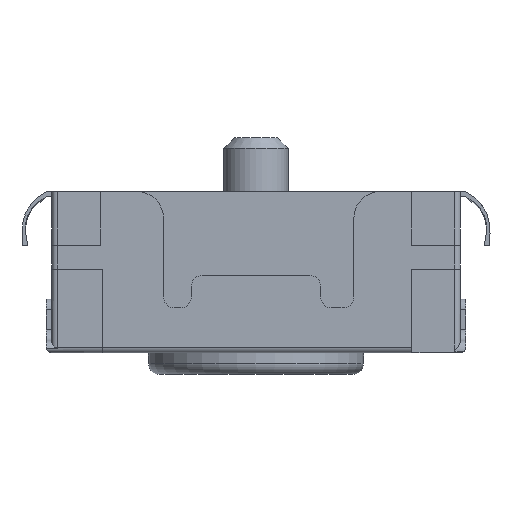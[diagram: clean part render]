
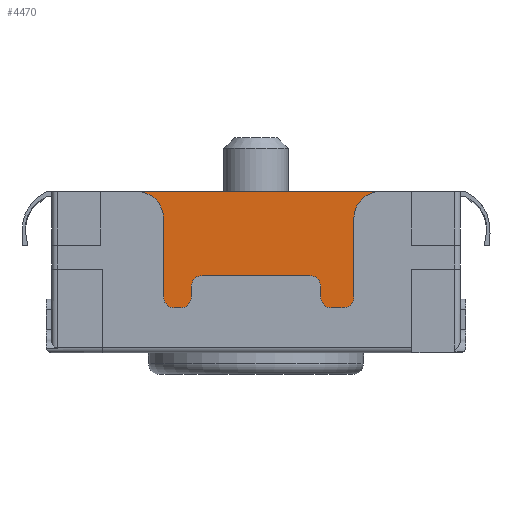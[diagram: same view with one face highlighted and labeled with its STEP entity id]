
A CAD part, front view. The second image highlights one B-rep face of the part: STEP entity #4470.
In plain terms, the highlighted planar face has unit normal (0, -1, 0).
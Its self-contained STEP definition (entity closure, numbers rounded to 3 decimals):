
#71 = CARTESIAN_POINT ( 'NONE',  ( 0.6, -1.4, 0. ) ) ;
#73 = LINE ( 'NONE', #5552, #4644 ) ;
#90 = VERTEX_POINT ( 'NONE', #3669 ) ;
#96 = CARTESIAN_POINT ( 'NONE',  ( -0.7, -1.4, 0.419 ) ) ;
#123 = ORIENTED_EDGE ( 'NONE', *, *, #1487, .F. ) ;
#168 = PLANE ( 'NONE',  #3746 ) ;
#174 = ORIENTED_EDGE ( 'NONE', *, *, #1073, .T. ) ;
#335 = VECTOR ( 'NONE', #4441, 1000. ) ;
#435 = VERTEX_POINT ( 'NONE', #486 ) ;
#444 = CARTESIAN_POINT ( 'NONE',  ( 0.91, -1.4, 0. ) ) ;
#478 = ORIENTED_EDGE ( 'NONE', *, *, #964, .T. ) ;
#480 = ORIENTED_EDGE ( 'NONE', *, *, #3933, .F. ) ;
#486 = CARTESIAN_POINT ( 'NONE',  ( -0.5, -1.4, 0.719 ) ) ;
#553 = CIRCLE ( 'NONE', #5589, 0.1 ) ;
#586 = CARTESIAN_POINT ( 'NONE',  ( 0., -1.4, 0.719 ) ) ;
#613 = ORIENTED_EDGE ( 'NONE', *, *, #3743, .T. ) ;
#657 = VECTOR ( 'NONE', #2440, 1000. ) ;
#680 = CARTESIAN_POINT ( 'NONE',  ( 0.81, -1.4, 0.519 ) ) ;
#681 = CIRCLE ( 'NONE', #4150, 0.1 ) ;
#737 = ORIENTED_EDGE ( 'NONE', *, *, #3744, .F. ) ;
#863 = LINE ( 'NONE', #922, #6347 ) ;
#922 = CARTESIAN_POINT ( 'NONE',  ( -0.86, -1.4, 0. ) ) ;
#934 = ORIENTED_EDGE ( 'NONE', *, *, #5347, .T. ) ;
#948 = VERTEX_POINT ( 'NONE', #4012 ) ;
#964 = EDGE_CURVE ( 'NONE', #1060, #5566, #2455, .T. ) ;
#1060 = VERTEX_POINT ( 'NONE', #1517 ) ;
#1073 = EDGE_CURVE ( 'NONE', #4266, #1730, #73, .T. ) ;
#1117 = LINE ( 'NONE', #71, #6257 ) ;
#1144 = EDGE_LOOP ( 'NONE', ( #5808, #1193, #2904, #3434, #934, #3170, #613, #1373, #478, #3330, #174, #123, #3921, #480, #1180, #737 ) ) ;
#1180 = ORIENTED_EDGE ( 'NONE', *, *, #4384, .F. ) ;
#1193 = ORIENTED_EDGE ( 'NONE', *, *, #5067, .T. ) ;
#1196 = CARTESIAN_POINT ( 'NONE',  ( 0.7, -1.4, 0.419 ) ) ;
#1213 = DIRECTION ( 'NONE',  ( 1., 0., 0. ) ) ;
#1229 = DIRECTION ( 'NONE',  ( 0., -1., 0. ) ) ;
#1279 = AXIS2_PLACEMENT_3D ( 'NONE', #4993, #3442, #5448 ) ;
#1373 = ORIENTED_EDGE ( 'NONE', *, *, #1903, .T. ) ;
#1430 = CARTESIAN_POINT ( 'NONE',  ( -0.7, -1.4, 0.519 ) ) ;
#1452 = DIRECTION ( 'NONE',  ( 0., 0., -1. ) ) ;
#1487 = EDGE_CURVE ( 'NONE', #435, #1730, #553, .T. ) ;
#1512 = DIRECTION ( 'NONE',  ( 0., -1., 0. ) ) ;
#1517 = CARTESIAN_POINT ( 'NONE',  ( -0.76, -1.4, 0.419 ) ) ;
#1585 = LINE ( 'NONE', #3629, #2337 ) ;
#1589 = CIRCLE ( 'NONE', #3630, 0.1 ) ;
#1636 = EDGE_CURVE ( 'NONE', #2204, #435, #3464, .T. ) ;
#1730 = VERTEX_POINT ( 'NONE', #2228 ) ;
#1849 = VERTEX_POINT ( 'NONE', #4878 ) ;
#1858 = DIRECTION ( 'NONE',  ( -1., 0., 0. ) ) ;
#1903 = EDGE_CURVE ( 'NONE', #4319, #1060, #5183, .T. ) ;
#2059 = EDGE_CURVE ( 'NONE', #4201, #2422, #2689, .T. ) ;
#2104 = DIRECTION ( 'NONE',  ( 0., -1., 0. ) ) ;
#2146 = DIRECTION ( 'NONE',  ( 0., 0., -1. ) ) ;
#2204 = VERTEX_POINT ( 'NONE', #5878 ) ;
#2228 = CARTESIAN_POINT ( 'NONE',  ( -0.6, -1.4, 0.619 ) ) ;
#2337 = VECTOR ( 'NONE', #1213, 1000. ) ;
#2394 = CARTESIAN_POINT ( 'NONE',  ( -0.76, -1.4, 0.519 ) ) ;
#2422 = VERTEX_POINT ( 'NONE', #5750 ) ;
#2440 = DIRECTION ( 'NONE',  ( -1., 0., 0. ) ) ;
#2455 = LINE ( 'NONE', #6011, #335 ) ;
#2549 = DIRECTION ( 'NONE',  ( 0., 0., 1. ) ) ;
#2617 = VECTOR ( 'NONE', #4527, 1000. ) ;
#2624 = CARTESIAN_POINT ( 'NONE',  ( -0.6, -1.4, 0.519 ) ) ;
#2689 = CIRCLE ( 'NONE', #1279, 0.25 ) ;
#2720 = AXIS2_PLACEMENT_3D ( 'NONE', #680, #2104, #4064 ) ;
#2736 = CARTESIAN_POINT ( 'NONE',  ( 0., -1.4, 0. ) ) ;
#2904 = ORIENTED_EDGE ( 'NONE', *, *, #4953, .F. ) ;
#2916 = DIRECTION ( 'NONE',  ( 0., 0., -1. ) ) ;
#3093 = EDGE_CURVE ( 'NONE', #5316, #5966, #4580, .T. ) ;
#3170 = ORIENTED_EDGE ( 'NONE', *, *, #2059, .T. ) ;
#3195 = AXIS2_PLACEMENT_3D ( 'NONE', #2394, #4774, #3283 ) ;
#3283 = DIRECTION ( 'NONE',  ( 0., 0., -1. ) ) ;
#3330 = ORIENTED_EDGE ( 'NONE', *, *, #5911, .T. ) ;
#3339 = CARTESIAN_POINT ( 'NONE',  ( -1.11, -1.4, 1.5 ) ) ;
#3343 = DIRECTION ( 'NONE',  ( 0., -1., 0. ) ) ;
#3434 = ORIENTED_EDGE ( 'NONE', *, *, #3093, .F. ) ;
#3442 = DIRECTION ( 'NONE',  ( 0., 1., 0. ) ) ;
#3464 = LINE ( 'NONE', #586, #657 ) ;
#3504 = AXIS2_PLACEMENT_3D ( 'NONE', #3906, #1512, #4435 ) ;
#3610 = DIRECTION ( 'NONE',  ( 0., 0., -1. ) ) ;
#3629 = CARTESIAN_POINT ( 'NONE',  ( 0., -1.4, 0.419 ) ) ;
#3630 = AXIS2_PLACEMENT_3D ( 'NONE', #4705, #1229, #3610 ) ;
#3669 = CARTESIAN_POINT ( 'NONE',  ( 0.6, -1.4, 0.519 ) ) ;
#3717 = CARTESIAN_POINT ( 'NONE',  ( 0., -1.4, 1.5 ) ) ;
#3743 = EDGE_CURVE ( 'NONE', #2422, #4319, #863, .T. ) ;
#3744 = EDGE_CURVE ( 'NONE', #5484, #90, #681, .T. ) ;
#3746 = AXIS2_PLACEMENT_3D ( 'NONE', #2736, #4741, #2146 ) ;
#3754 = DIRECTION ( 'NONE',  ( 0., 1., 0. ) ) ;
#3766 = DIRECTION ( 'NONE',  ( 0., 0., -1. ) ) ;
#3813 = CARTESIAN_POINT ( 'NONE',  ( 0.7, -1.4, 0.519 ) ) ;
#3906 = CARTESIAN_POINT ( 'NONE',  ( 1.16, -1.4, 1.25 ) ) ;
#3921 = ORIENTED_EDGE ( 'NONE', *, *, #1636, .F. ) ;
#3933 = EDGE_CURVE ( 'NONE', #1849, #2204, #1589, .T. ) ;
#4012 = CARTESIAN_POINT ( 'NONE',  ( 0.81, -1.4, 0.419 ) ) ;
#4064 = DIRECTION ( 'NONE',  ( 0., 0., -1. ) ) ;
#4150 = AXIS2_PLACEMENT_3D ( 'NONE', #3813, #3754, #6365 ) ;
#4177 = CARTESIAN_POINT ( 'NONE',  ( 1.16, -1.4, 1.5 ) ) ;
#4201 = VERTEX_POINT ( 'NONE', #3339 ) ;
#4266 = VERTEX_POINT ( 'NONE', #2624 ) ;
#4297 = CIRCLE ( 'NONE', #4931, 0.1 ) ;
#4319 = VERTEX_POINT ( 'NONE', #4781 ) ;
#4384 = EDGE_CURVE ( 'NONE', #90, #1849, #1117, .T. ) ;
#4435 = DIRECTION ( 'NONE',  ( 0., 0., -1. ) ) ;
#4441 = DIRECTION ( 'NONE',  ( 1., 0., 0. ) ) ;
#4450 = DIRECTION ( 'NONE',  ( 0., -1., 0. ) ) ;
#4470 = ADVANCED_FACE ( 'NONE', ( #4575 ), #168, .T. ) ;
#4527 = DIRECTION ( 'NONE',  ( 0., 0., -1. ) ) ;
#4575 = FACE_OUTER_BOUND ( 'NONE', #1144, .T. ) ;
#4580 = CIRCLE ( 'NONE', #3504, 0.25 ) ;
#4644 = VECTOR ( 'NONE', #5488, 1000. ) ;
#4705 = CARTESIAN_POINT ( 'NONE',  ( 0.5, -1.4, 0.619 ) ) ;
#4741 = DIRECTION ( 'NONE',  ( 0., -1., 0. ) ) ;
#4774 = DIRECTION ( 'NONE',  ( 0., -1., 0. ) ) ;
#4781 = CARTESIAN_POINT ( 'NONE',  ( -0.86, -1.4, 0.519 ) ) ;
#4851 = LINE ( 'NONE', #444, #2617 ) ;
#4878 = CARTESIAN_POINT ( 'NONE',  ( 0.6, -1.4, 0.619 ) ) ;
#4931 = AXIS2_PLACEMENT_3D ( 'NONE', #1430, #4450, #2916 ) ;
#4953 = EDGE_CURVE ( 'NONE', #5966, #6153, #4851, .T. ) ;
#4993 = CARTESIAN_POINT ( 'NONE',  ( -1.11, -1.4, 1.25 ) ) ;
#5067 = EDGE_CURVE ( 'NONE', #948, #6153, #5956, .T. ) ;
#5183 = CIRCLE ( 'NONE', #3195, 0.1 ) ;
#5204 = CARTESIAN_POINT ( 'NONE',  ( 0.91, -1.4, 0.519 ) ) ;
#5316 = VERTEX_POINT ( 'NONE', #4177 ) ;
#5322 = LINE ( 'NONE', #3717, #5860 ) ;
#5347 = EDGE_CURVE ( 'NONE', #5316, #4201, #5322, .T. ) ;
#5448 = DIRECTION ( 'NONE',  ( 0., 0., -1. ) ) ;
#5484 = VERTEX_POINT ( 'NONE', #1196 ) ;
#5488 = DIRECTION ( 'NONE',  ( 0., 0., 1. ) ) ;
#5552 = CARTESIAN_POINT ( 'NONE',  ( -0.6, -1.4, 0. ) ) ;
#5566 = VERTEX_POINT ( 'NONE', #96 ) ;
#5589 = AXIS2_PLACEMENT_3D ( 'NONE', #5835, #3343, #3766 ) ;
#5750 = CARTESIAN_POINT ( 'NONE',  ( -0.86, -1.4, 1.25 ) ) ;
#5808 = ORIENTED_EDGE ( 'NONE', *, *, #6024, .T. ) ;
#5835 = CARTESIAN_POINT ( 'NONE',  ( -0.5, -1.4, 0.619 ) ) ;
#5860 = VECTOR ( 'NONE', #1858, 1000. ) ;
#5878 = CARTESIAN_POINT ( 'NONE',  ( 0.5, -1.4, 0.719 ) ) ;
#5911 = EDGE_CURVE ( 'NONE', #5566, #4266, #4297, .T. ) ;
#5956 = CIRCLE ( 'NONE', #2720, 0.1 ) ;
#5966 = VERTEX_POINT ( 'NONE', #6380 ) ;
#6011 = CARTESIAN_POINT ( 'NONE',  ( 0., -1.4, 0.419 ) ) ;
#6024 = EDGE_CURVE ( 'NONE', #5484, #948, #1585, .T. ) ;
#6153 = VERTEX_POINT ( 'NONE', #5204 ) ;
#6257 = VECTOR ( 'NONE', #2549, 1000. ) ;
#6347 = VECTOR ( 'NONE', #1452, 1000. ) ;
#6365 = DIRECTION ( 'NONE',  ( 0., 0., -1. ) ) ;
#6380 = CARTESIAN_POINT ( 'NONE',  ( 0.91, -1.4, 1.25 ) ) ;
